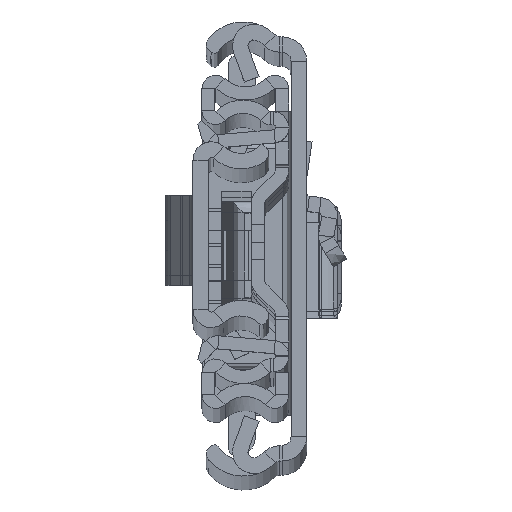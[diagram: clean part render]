
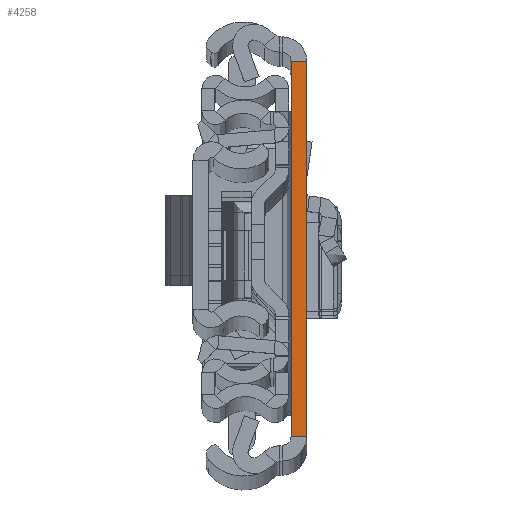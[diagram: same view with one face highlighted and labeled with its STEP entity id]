
A CAD part, top view. The second image highlights one B-rep face of the part: STEP entity #4258.
In plain terms, the highlighted planar face has unit normal (0, 0, 1).
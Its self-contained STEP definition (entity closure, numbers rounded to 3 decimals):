
#390 = LINE ( 'NONE', #8032, #15716 ) ;
#472 = ORIENTED_EDGE ( 'NONE', *, *, #18088, .T. ) ;
#591 = DIRECTION ( 'NONE',  ( 0., 1., 0. ) ) ;
#1394 = EDGE_CURVE ( 'NONE', #16547, #19572, #10725, .T. ) ;
#1782 = CARTESIAN_POINT ( 'NONE',  ( 2.6, -31.5, 0. ) ) ;
#2173 = DIRECTION ( 'NONE',  ( 0., 0., -1. ) ) ;
#3304 = CARTESIAN_POINT ( 'NONE',  ( 2.6, -31.5, 0. ) ) ;
#3391 = VECTOR ( 'NONE', #13895, 1000. ) ;
#3472 = DIRECTION ( 'NONE',  ( 1., 0., 0. ) ) ;
#3766 = CARTESIAN_POINT ( 'NONE',  ( 2.6, -31.5, 0. ) ) ;
#4258 = ADVANCED_FACE ( 'NONE', ( #12574 ), #9409, .F. ) ;
#4264 = EDGE_CURVE ( 'NONE', #18551, #19572, #390, .T. ) ;
#4709 = CARTESIAN_POINT ( 'NONE',  ( 0., 31.5, 0. ) ) ;
#5942 = DIRECTION ( 'NONE',  ( 1., 0., 0. ) ) ;
#6660 = CARTESIAN_POINT ( 'NONE',  ( 0., -31.5, 0. ) ) ;
#7319 = CARTESIAN_POINT ( 'NONE',  ( 2.6, 31.5, 0. ) ) ;
#8032 = CARTESIAN_POINT ( 'NONE',  ( 2.6, 31.5, 0. ) ) ;
#9409 = PLANE ( 'NONE',  #12539 ) ;
#10230 = VECTOR ( 'NONE', #14415, 1000. ) ;
#10725 = LINE ( 'NONE', #3304, #3391 ) ;
#11086 = ORIENTED_EDGE ( 'NONE', *, *, #4264, .F. ) ;
#12023 = ORIENTED_EDGE ( 'NONE', *, *, #17540, .F. ) ;
#12467 = EDGE_LOOP ( 'NONE', ( #11086, #12023, #472, #15408 ) ) ;
#12539 = AXIS2_PLACEMENT_3D ( 'NONE', #3766, #2173, #591 ) ;
#12574 = FACE_OUTER_BOUND ( 'NONE', #12467, .T. ) ;
#13467 = LINE ( 'NONE', #15054, #16845 ) ;
#13895 = DIRECTION ( 'NONE',  ( 0., 1., 0. ) ) ;
#14322 = CARTESIAN_POINT ( 'NONE',  ( 0., -31.5, 0. ) ) ;
#14415 = DIRECTION ( 'NONE',  ( 0., 1., 0. ) ) ;
#15054 = CARTESIAN_POINT ( 'NONE',  ( 2.6, -31.5, 0. ) ) ;
#15408 = ORIENTED_EDGE ( 'NONE', *, *, #1394, .T. ) ;
#15716 = VECTOR ( 'NONE', #3472, 1000. ) ;
#16547 = VERTEX_POINT ( 'NONE', #1782 ) ;
#16845 = VECTOR ( 'NONE', #5942, 1000. ) ;
#17475 = LINE ( 'NONE', #14322, #10230 ) ;
#17540 = EDGE_CURVE ( 'NONE', #19006, #18551, #17475, .T. ) ;
#18088 = EDGE_CURVE ( 'NONE', #19006, #16547, #13467, .T. ) ;
#18551 = VERTEX_POINT ( 'NONE', #4709 ) ;
#19006 = VERTEX_POINT ( 'NONE', #6660 ) ;
#19572 = VERTEX_POINT ( 'NONE', #7319 ) ;
